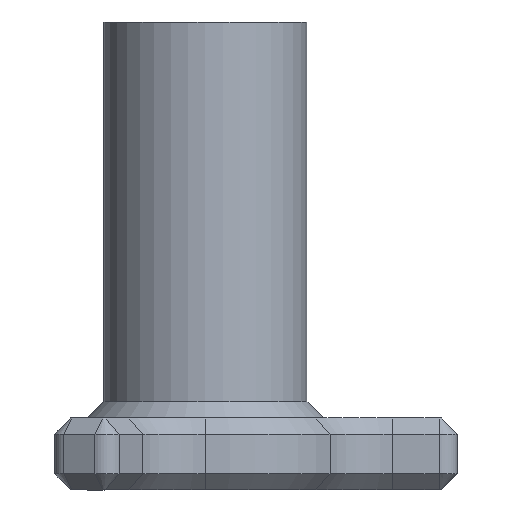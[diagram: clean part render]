
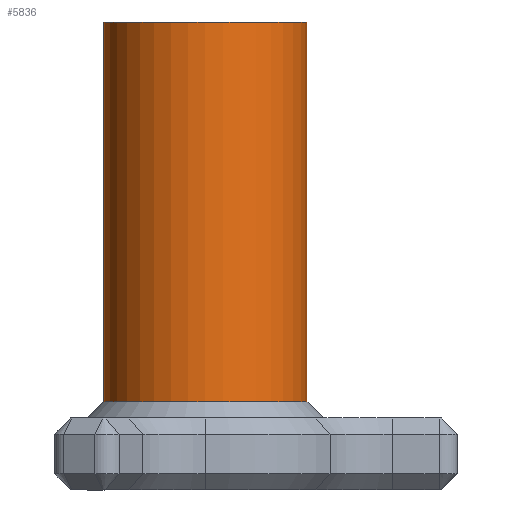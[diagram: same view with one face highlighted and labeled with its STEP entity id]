
A CAD part, front view. The second image highlights one B-rep face of the part: STEP entity #5836.
In plain terms, the highlighted cylindrical face has radius 5.65 mm (diameter 11.3 mm), a full revolution.
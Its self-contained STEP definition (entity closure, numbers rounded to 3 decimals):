
#2197 = CONICAL_SURFACE('',#2198,5.65,0.785);
#2198 = AXIS2_PLACEMENT_3D('',#2199,#2200,#2201);
#2199 = CARTESIAN_POINT('',(0.,0.,4.9));
#2200 = DIRECTION('',(-0.,-0.,-1.));
#2201 = DIRECTION('',(1.,0.,0.));
#4613 = VERTEX_POINT('',#4614);
#4614 = CARTESIAN_POINT('',(5.65,0.,4.9));
#4635 = EDGE_CURVE('',#4613,#4613,#4636,.T.);
#4636 = SURFACE_CURVE('',#4637,(#4642,#4649),.PCURVE_S1.);
#4637 = CIRCLE('',#4638,5.65);
#4638 = AXIS2_PLACEMENT_3D('',#4639,#4640,#4641);
#4639 = CARTESIAN_POINT('',(0.,0.,4.9));
#4640 = DIRECTION('',(0.,0.,1.));
#4641 = DIRECTION('',(1.,0.,0.));
#4642 = PCURVE('',#2197,#4643);
#4643 = DEFINITIONAL_REPRESENTATION('',(#4644),#4648);
#4644 = LINE('',#4645,#4646);
#4645 = CARTESIAN_POINT('',(-0.,-0.));
#4646 = VECTOR('',#4647,1.);
#4647 = DIRECTION('',(-1.,-0.));
#4648 = ( GEOMETRIC_REPRESENTATION_CONTEXT(2) 
PARAMETRIC_REPRESENTATION_CONTEXT() REPRESENTATION_CONTEXT('2D SPACE',''
  ) );
#4649 = PCURVE('',#4650,#4655);
#4650 = CYLINDRICAL_SURFACE('',#4651,5.65);
#4651 = AXIS2_PLACEMENT_3D('',#4652,#4653,#4654);
#4652 = CARTESIAN_POINT('',(0.,0.,4.));
#4653 = DIRECTION('',(-0.,-0.,-1.));
#4654 = DIRECTION('',(1.,0.,0.));
#4655 = DEFINITIONAL_REPRESENTATION('',(#4656),#4660);
#4656 = LINE('',#4657,#4658);
#4657 = CARTESIAN_POINT('',(-0.,-0.9));
#4658 = VECTOR('',#4659,1.);
#4659 = DIRECTION('',(-1.,0.));
#4660 = ( GEOMETRIC_REPRESENTATION_CONTEXT(2) 
PARAMETRIC_REPRESENTATION_CONTEXT() REPRESENTATION_CONTEXT('2D SPACE',''
  ) );
#5191 = PLANE('',#5192);
#5192 = AXIS2_PLACEMENT_3D('',#5193,#5194,#5195);
#5193 = CARTESIAN_POINT('',(0.,0.,26.));
#5194 = DIRECTION('',(0.,0.,1.));
#5195 = DIRECTION('',(1.,0.,0.));
#5836 = ADVANCED_FACE('',(#5837),#4650,.T.);
#5837 = FACE_BOUND('',#5838,.F.);
#5838 = EDGE_LOOP('',(#5839,#5862,#5884,#5885));
#5839 = ORIENTED_EDGE('',*,*,#5840,.T.);
#5840 = EDGE_CURVE('',#4613,#5841,#5843,.T.);
#5841 = VERTEX_POINT('',#5842);
#5842 = CARTESIAN_POINT('',(5.65,0.,26.));
#5843 = SEAM_CURVE('',#5844,(#5848,#5855),.PCURVE_S1.);
#5844 = LINE('',#5845,#5846);
#5845 = CARTESIAN_POINT('',(5.65,0.,4.));
#5846 = VECTOR('',#5847,1.);
#5847 = DIRECTION('',(0.,0.,1.));
#5848 = PCURVE('',#4650,#5849);
#5849 = DEFINITIONAL_REPRESENTATION('',(#5850),#5854);
#5850 = LINE('',#5851,#5852);
#5851 = CARTESIAN_POINT('',(-0.,0.));
#5852 = VECTOR('',#5853,1.);
#5853 = DIRECTION('',(-0.,-1.));
#5854 = ( GEOMETRIC_REPRESENTATION_CONTEXT(2) 
PARAMETRIC_REPRESENTATION_CONTEXT() REPRESENTATION_CONTEXT('2D SPACE',''
  ) );
#5855 = PCURVE('',#4650,#5856);
#5856 = DEFINITIONAL_REPRESENTATION('',(#5857),#5861);
#5857 = LINE('',#5858,#5859);
#5858 = CARTESIAN_POINT('',(-6.283,0.));
#5859 = VECTOR('',#5860,1.);
#5860 = DIRECTION('',(-0.,-1.));
#5861 = ( GEOMETRIC_REPRESENTATION_CONTEXT(2) 
PARAMETRIC_REPRESENTATION_CONTEXT() REPRESENTATION_CONTEXT('2D SPACE',''
  ) );
#5862 = ORIENTED_EDGE('',*,*,#5863,.T.);
#5863 = EDGE_CURVE('',#5841,#5841,#5864,.T.);
#5864 = SURFACE_CURVE('',#5865,(#5870,#5877),.PCURVE_S1.);
#5865 = CIRCLE('',#5866,5.65);
#5866 = AXIS2_PLACEMENT_3D('',#5867,#5868,#5869);
#5867 = CARTESIAN_POINT('',(0.,0.,26.));
#5868 = DIRECTION('',(0.,0.,1.));
#5869 = DIRECTION('',(1.,0.,0.));
#5870 = PCURVE('',#4650,#5871);
#5871 = DEFINITIONAL_REPRESENTATION('',(#5872),#5876);
#5872 = LINE('',#5873,#5874);
#5873 = CARTESIAN_POINT('',(-0.,-22.));
#5874 = VECTOR('',#5875,1.);
#5875 = DIRECTION('',(-1.,0.));
#5876 = ( GEOMETRIC_REPRESENTATION_CONTEXT(2) 
PARAMETRIC_REPRESENTATION_CONTEXT() REPRESENTATION_CONTEXT('2D SPACE',''
  ) );
#5877 = PCURVE('',#5191,#5878);
#5878 = DEFINITIONAL_REPRESENTATION('',(#5879),#5883);
#5879 = CIRCLE('',#5880,5.65);
#5880 = AXIS2_PLACEMENT_2D('',#5881,#5882);
#5881 = CARTESIAN_POINT('',(0.,0.));
#5882 = DIRECTION('',(1.,0.));
#5883 = ( GEOMETRIC_REPRESENTATION_CONTEXT(2) 
PARAMETRIC_REPRESENTATION_CONTEXT() REPRESENTATION_CONTEXT('2D SPACE',''
  ) );
#5884 = ORIENTED_EDGE('',*,*,#5840,.F.);
#5885 = ORIENTED_EDGE('',*,*,#4635,.F.);
